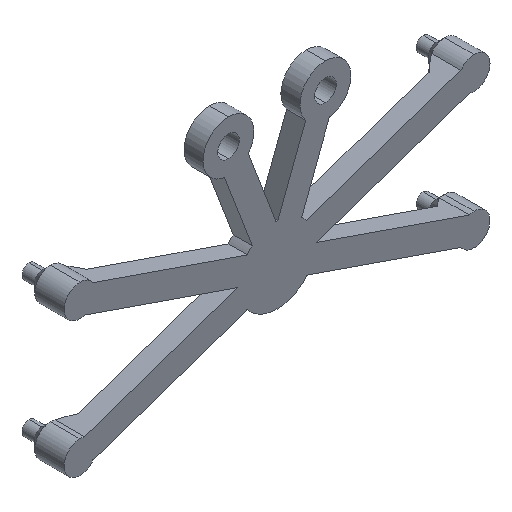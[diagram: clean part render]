
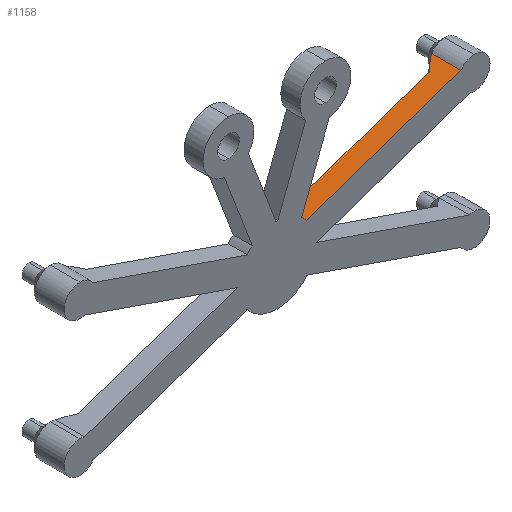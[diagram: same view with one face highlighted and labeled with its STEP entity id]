
A CAD part, isometric view. The second image highlights one B-rep face of the part: STEP entity #1158.
In plain terms, the highlighted planar face has unit normal (-0.326, 0, 0.946).
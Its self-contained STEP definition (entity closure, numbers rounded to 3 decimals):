
#4 = EDGE_CURVE ( 'NONE', #1001, #766, #668, .T. ) ;
#33 = B_SPLINE_CURVE_WITH_KNOTS ( 'NONE', 3,
 ( #508, #1114, #819, #350, #340, #327 ),
 .UNSPECIFIED., .F., .F.,
 ( 4, 2, 4 ),
 ( 0., 0.001, 0.003 ),
 .UNSPECIFIED. ) ;
#101 = VERTEX_POINT ( 'NONE', #257 ) ;
#152 = ORIENTED_EDGE ( 'NONE', *, *, #1291, .F. ) ;
#243 = DIRECTION ( 'NONE',  ( 0., -1., 0. ) ) ;
#257 = CARTESIAN_POINT ( 'NONE',  ( 26.944, 3., 11.403 ) ) ;
#275 = DIRECTION ( 'NONE',  ( 0.326, 0., -0.946 ) ) ;
#327 = CARTESIAN_POINT ( 'NONE',  ( 26.944, 3., 11.403 ) ) ;
#340 = CARTESIAN_POINT ( 'NONE',  ( 27.261, 3.293, 11.512 ) ) ;
#350 = CARTESIAN_POINT ( 'NONE',  ( 27.581, 3.58, 11.622 ) ) ;
#401 = DIRECTION ( 'NONE',  ( -0.946, 0., -0.326 ) ) ;
#447 = DIRECTION ( 'NONE',  ( 0.946, 0., 0.326 ) ) ;
#499 = LINE ( 'NONE', #1851, #1364 ) ;
#508 = CARTESIAN_POINT ( 'NONE',  ( 28.937, 4.625, 12.089 ) ) ;
#516 = DIRECTION ( 'NONE',  ( 0.946, 0., 0.326 ) ) ;
#523 = CARTESIAN_POINT ( 'NONE',  ( 4.716, 0., 3.751 ) ) ;
#668 = LINE ( 'NONE', #1733, #1133 ) ;
#711 = EDGE_LOOP ( 'NONE', ( #791, #1004, #1264, #152, #1346 ) ) ;
#740 = LINE ( 'NONE', #767, #879 ) ;
#766 = VERTEX_POINT ( 'NONE', #1395 ) ;
#767 = CARTESIAN_POINT ( 'NONE',  ( 4.716, 3., 3.751 ) ) ;
#791 = ORIENTED_EDGE ( 'NONE', *, *, #4, .T. ) ;
#797 = DIRECTION ( 'NONE',  ( 0., -1., 0. ) ) ;
#819 = CARTESIAN_POINT ( 'NONE',  ( 28.239, 4.131, 11.849 ) ) ;
#879 = VECTOR ( 'NONE', #447, 1000. ) ;
#954 = CARTESIAN_POINT ( 'NONE',  ( 28.937, 4.625, 12.089 ) ) ;
#1001 = VERTEX_POINT ( 'NONE', #523 ) ;
#1004 = ORIENTED_EDGE ( 'NONE', *, *, #1857, .F. ) ;
#1005 = FACE_OUTER_BOUND ( 'NONE', #711, .T. ) ;
#1013 = LINE ( 'NONE', #1152, #1391 ) ;
#1041 = AXIS2_PLACEMENT_3D ( 'NONE', #1958, #275, #401 ) ;
#1048 = VERTEX_POINT ( 'NONE', #954 ) ;
#1114 = CARTESIAN_POINT ( 'NONE',  ( 28.575, 4.395, 11.965 ) ) ;
#1133 = VECTOR ( 'NONE', #516, 1000. ) ;
#1152 = CARTESIAN_POINT ( 'NONE',  ( 4.716, 3., 3.751 ) ) ;
#1158 = ADVANCED_FACE ( 'NONE', ( #1005 ), #1333, .F. ) ;
#1264 = ORIENTED_EDGE ( 'NONE', *, *, #1856, .T. ) ;
#1291 = EDGE_CURVE ( 'NONE', #1313, #101, #740, .T. ) ;
#1313 = VERTEX_POINT ( 'NONE', #1814 ) ;
#1333 = PLANE ( 'NONE',  #1041 ) ;
#1346 = ORIENTED_EDGE ( 'NONE', *, *, #1562, .T. ) ;
#1364 = VECTOR ( 'NONE', #797, 1000. ) ;
#1391 = VECTOR ( 'NONE', #243, 1000. ) ;
#1395 = CARTESIAN_POINT ( 'NONE',  ( 28.937, 0., 12.089 ) ) ;
#1562 = EDGE_CURVE ( 'NONE', #1313, #1001, #1013, .T. ) ;
#1733 = CARTESIAN_POINT ( 'NONE',  ( 4.716, 0., 3.751 ) ) ;
#1814 = CARTESIAN_POINT ( 'NONE',  ( 4.716, 3., 3.751 ) ) ;
#1851 = CARTESIAN_POINT ( 'NONE',  ( 28.937, 3., 12.089 ) ) ;
#1856 = EDGE_CURVE ( 'NONE', #1048, #101, #33, .T. ) ;
#1857 = EDGE_CURVE ( 'NONE', #1048, #766, #499, .T. ) ;
#1958 = CARTESIAN_POINT ( 'NONE',  ( 4.716, 3., 3.751 ) ) ;
